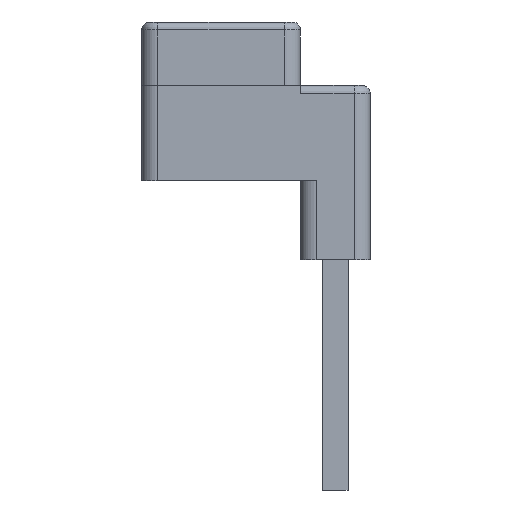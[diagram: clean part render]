
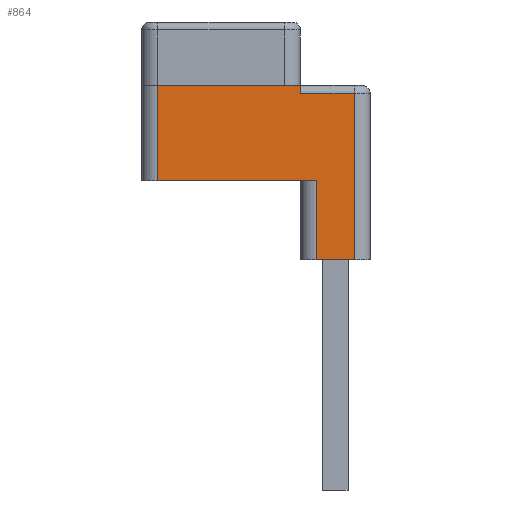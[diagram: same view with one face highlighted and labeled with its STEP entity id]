
A CAD part, left-side view. The second image highlights one B-rep face of the part: STEP entity #864.
In plain terms, the highlighted planar face has unit normal (-1, 0, 0).
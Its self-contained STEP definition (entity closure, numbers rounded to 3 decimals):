
#771=AXIS2_PLACEMENT_3D('Plane Axis2P3D',#768,#769,#770) ;
#188=CARTESIAN_POINT('Vertex',(11.5,6.7,9.748)) ;
#256=CARTESIAN_POINT('Vertex',(11.5,1.7,9.748)) ;
#259=CARTESIAN_POINT('Line Origine',(11.5,4.2,9.748)) ;
#493=CARTESIAN_POINT('Line Origine',(11.5,6.7,9.748)) ;
#497=CARTESIAN_POINT('Vertex',(11.5,6.7,12.748)) ;
#752=CARTESIAN_POINT('Vertex',(11.5,1.7,7.248)) ;
#755=CARTESIAN_POINT('Line Origine',(11.5,1.7,-2.696)) ;
#768=CARTESIAN_POINT('Axis2P3D Location',(11.5,6.7,9.748)) ;
#773=CARTESIAN_POINT('Line Origine',(11.5,1.1,7.248)) ;
#777=CARTESIAN_POINT('Vertex',(11.5,0.5,7.248)) ;
#780=CARTESIAN_POINT('Line Origine',(11.5,0.5,9.873)) ;
#784=CARTESIAN_POINT('Vertex',(11.5,0.5,12.498)) ;
#787=CARTESIAN_POINT('Line Origine',(11.5,1.35,12.498)) ;
#791=CARTESIAN_POINT('Vertex',(11.5,2.2,12.498)) ;
#794=CARTESIAN_POINT('Line Origine',(11.5,2.2,12.623)) ;
#798=CARTESIAN_POINT('Vertex',(11.5,2.2,12.748)) ;
#801=CARTESIAN_POINT('Line Origine',(11.5,3.135,12.748)) ;
#805=CARTESIAN_POINT('Vertex',(11.5,4.069,12.748)) ;
#808=CARTESIAN_POINT('Line Origine',(11.5,4.069,13.028)) ;
#812=CARTESIAN_POINT('Vertex',(11.5,4.069,13.308)) ;
#815=CARTESIAN_POINT('Line Origine',(11.5,3.879,14.028)) ;
#819=CARTESIAN_POINT('Vertex',(11.5,3.688,14.748)) ;
#822=CARTESIAN_POINT('Line Origine',(11.5,4.7,14.748)) ;
#826=CARTESIAN_POINT('Vertex',(11.5,5.712,14.748)) ;
#829=CARTESIAN_POINT('Line Origine',(11.5,5.521,14.028)) ;
#833=CARTESIAN_POINT('Vertex',(11.5,5.331,13.308)) ;
#836=CARTESIAN_POINT('Line Origine',(11.5,5.331,13.028)) ;
#840=CARTESIAN_POINT('Vertex',(11.5,5.331,12.748)) ;
#843=CARTESIAN_POINT('Line Origine',(11.5,6.015,12.748)) ;
#260=DIRECTION('Vector Direction',(0.,-1.,0.)) ;
#494=DIRECTION('Vector Direction',(0.,0.,1.)) ;
#756=DIRECTION('Vector Direction',(0.,0.,1.)) ;
#769=DIRECTION('Axis2P3D Direction',(-1.,0.,0.)) ;
#770=DIRECTION('Axis2P3D XDirection',(0.,-1.,0.)) ;
#774=DIRECTION('Vector Direction',(0.,1.,0.)) ;
#781=DIRECTION('Vector Direction',(0.,0.,1.)) ;
#788=DIRECTION('Vector Direction',(0.,-1.,0.)) ;
#795=DIRECTION('Vector Direction',(0.,0.,1.)) ;
#802=DIRECTION('Vector Direction',(0.,1.,0.)) ;
#809=DIRECTION('Vector Direction',(0.,0.,-1.)) ;
#816=DIRECTION('Vector Direction',(0.,0.256,-0.967)) ;
#823=DIRECTION('Vector Direction',(0.,-1.,0.)) ;
#830=DIRECTION('Vector Direction',(0.,0.256,0.967)) ;
#837=DIRECTION('Vector Direction',(0.,0.,-1.)) ;
#844=DIRECTION('Vector Direction',(0.,1.,0.)) ;
#261=VECTOR('Line Direction',#260,1.) ;
#495=VECTOR('Line Direction',#494,1.) ;
#757=VECTOR('Line Direction',#756,1.) ;
#775=VECTOR('Line Direction',#774,1.) ;
#782=VECTOR('Line Direction',#781,1.) ;
#789=VECTOR('Line Direction',#788,1.) ;
#796=VECTOR('Line Direction',#795,1.) ;
#803=VECTOR('Line Direction',#802,1.) ;
#810=VECTOR('Line Direction',#809,1.) ;
#817=VECTOR('Line Direction',#816,1.) ;
#824=VECTOR('Line Direction',#823,1.) ;
#831=VECTOR('Line Direction',#830,1.) ;
#838=VECTOR('Line Direction',#837,1.) ;
#845=VECTOR('Line Direction',#844,1.) ;
#849=ORIENTED_EDGE('',*,*,#779,.F.) ;
#850=ORIENTED_EDGE('',*,*,#786,.T.) ;
#851=ORIENTED_EDGE('',*,*,#793,.F.) ;
#852=ORIENTED_EDGE('',*,*,#800,.T.) ;
#853=ORIENTED_EDGE('',*,*,#807,.T.) ;
#854=ORIENTED_EDGE('',*,*,#814,.F.) ;
#855=ORIENTED_EDGE('',*,*,#821,.F.) ;
#856=ORIENTED_EDGE('',*,*,#828,.F.) ;
#857=ORIENTED_EDGE('',*,*,#835,.F.) ;
#858=ORIENTED_EDGE('',*,*,#842,.T.) ;
#859=ORIENTED_EDGE('',*,*,#847,.T.) ;
#860=ORIENTED_EDGE('',*,*,#499,.F.) ;
#861=ORIENTED_EDGE('',*,*,#263,.T.) ;
#862=ORIENTED_EDGE('',*,*,#759,.F.) ;
#864=ADVANCED_FACE('QV',(#863),#772,.T.) ;
#263=EDGE_CURVE('',#189,#257,#262,.T.) ;
#499=EDGE_CURVE('',#189,#498,#496,.T.) ;
#759=EDGE_CURVE('',#753,#257,#758,.T.) ;
#779=EDGE_CURVE('',#778,#753,#776,.T.) ;
#786=EDGE_CURVE('',#778,#785,#783,.T.) ;
#793=EDGE_CURVE('',#792,#785,#790,.T.) ;
#800=EDGE_CURVE('',#792,#799,#797,.T.) ;
#807=EDGE_CURVE('',#799,#806,#804,.T.) ;
#814=EDGE_CURVE('',#813,#806,#811,.T.) ;
#821=EDGE_CURVE('',#820,#813,#818,.T.) ;
#828=EDGE_CURVE('',#827,#820,#825,.T.) ;
#835=EDGE_CURVE('',#834,#827,#832,.T.) ;
#842=EDGE_CURVE('',#834,#841,#839,.T.) ;
#847=EDGE_CURVE('',#841,#498,#846,.T.) ;
#848=EDGE_LOOP('',(#849,#850,#851,#852,#853,#854,#855,#856,#857,#858,#859,#860,#861,#862)) ;
#863=FACE_OUTER_BOUND('',#848,.T.) ;
#262=LINE('Line',#259,#261) ;
#496=LINE('Line',#493,#495) ;
#758=LINE('Line',#755,#757) ;
#776=LINE('Line',#773,#775) ;
#783=LINE('Line',#780,#782) ;
#790=LINE('Line',#787,#789) ;
#797=LINE('Line',#794,#796) ;
#804=LINE('Line',#801,#803) ;
#811=LINE('Line',#808,#810) ;
#818=LINE('Line',#815,#817) ;
#825=LINE('Line',#822,#824) ;
#832=LINE('Line',#829,#831) ;
#839=LINE('Line',#836,#838) ;
#846=LINE('Line',#843,#845) ;
#772=PLANE('',#771) ;
#189=VERTEX_POINT('',#188) ;
#257=VERTEX_POINT('',#256) ;
#498=VERTEX_POINT('',#497) ;
#753=VERTEX_POINT('',#752) ;
#778=VERTEX_POINT('',#777) ;
#785=VERTEX_POINT('',#784) ;
#792=VERTEX_POINT('',#791) ;
#799=VERTEX_POINT('',#798) ;
#806=VERTEX_POINT('',#805) ;
#813=VERTEX_POINT('',#812) ;
#820=VERTEX_POINT('',#819) ;
#827=VERTEX_POINT('',#826) ;
#834=VERTEX_POINT('',#833) ;
#841=VERTEX_POINT('',#840) ;
